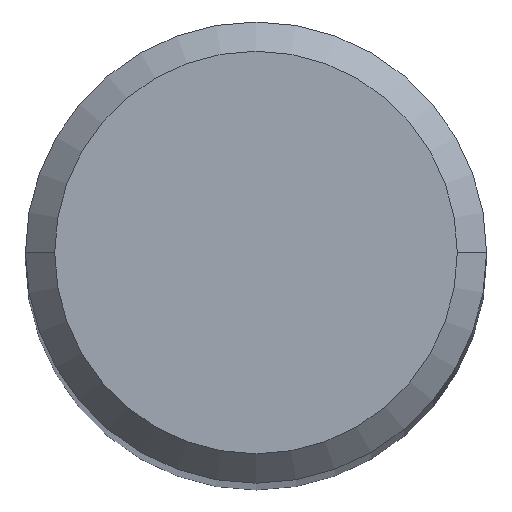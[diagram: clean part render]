
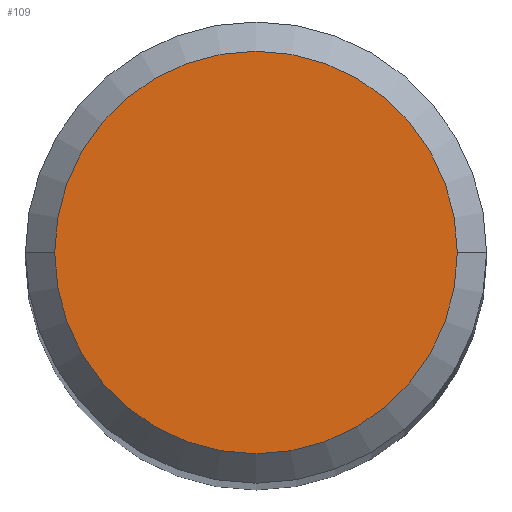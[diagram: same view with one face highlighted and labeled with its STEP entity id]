
A CAD part, top view. The second image highlights one B-rep face of the part: STEP entity #109.
In plain terms, the highlighted planar face has unit normal (0, 0, 1).
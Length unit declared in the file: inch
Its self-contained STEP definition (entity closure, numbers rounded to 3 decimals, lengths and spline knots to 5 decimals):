
#26 = CARTESIAN_POINT ( 'NONE',  ( 0.10311, 0., 2.24409 ) ) ;
#46 = CARTESIAN_POINT ( 'NONE',  ( 0., 0., 2.24409 ) ) ;
#52 = CARTESIAN_POINT ( 'NONE',  ( 0., 0., 2.24409 ) ) ;
#60 = CARTESIAN_POINT ( 'NONE',  ( -0.10311, 0., 2.24409 ) ) ;
#83 = DIRECTION ( 'NONE',  ( 1., 0., 0. ) ) ;
#95 = EDGE_CURVE ( 'NONE', #242, #330, #210, .T. ) ;
#109 = ADVANCED_FACE ( 'NONE', ( #283 ), #197, .T. ) ;
#124 = EDGE_LOOP ( 'NONE', ( #227, #182 ) ) ;
#143 = AXIS2_PLACEMENT_3D ( 'NONE', #46, #315, #287 ) ;
#163 = DIRECTION ( 'NONE',  ( 0., 0., 1. ) ) ;
#182 = ORIENTED_EDGE ( 'NONE', *, *, #95, .T. ) ;
#193 = DIRECTION ( 'NONE',  ( 1., 0., 0. ) ) ;
#197 = PLANE ( 'NONE',  #143 ) ;
#210 = CIRCLE ( 'NONE', #258, 0.10311 ) ;
#212 = EDGE_CURVE ( 'NONE', #330, #242, #344, .T. ) ;
#227 = ORIENTED_EDGE ( 'NONE', *, *, #212, .T. ) ;
#242 = VERTEX_POINT ( 'NONE', #26 ) ;
#258 = AXIS2_PLACEMENT_3D ( 'NONE', #281, #163, #193 ) ;
#281 = CARTESIAN_POINT ( 'NONE',  ( 0., 0., 2.24409 ) ) ;
#283 = FACE_OUTER_BOUND ( 'NONE', #124, .T. ) ;
#287 = DIRECTION ( 'NONE',  ( 1., 0., 0. ) ) ;
#302 = AXIS2_PLACEMENT_3D ( 'NONE', #52, #349, #83 ) ;
#315 = DIRECTION ( 'NONE',  ( 0., 0., 1. ) ) ;
#330 = VERTEX_POINT ( 'NONE', #60 ) ;
#344 = CIRCLE ( 'NONE', #302, 0.10311 ) ;
#349 = DIRECTION ( 'NONE',  ( 0., 0., 1. ) ) ;
